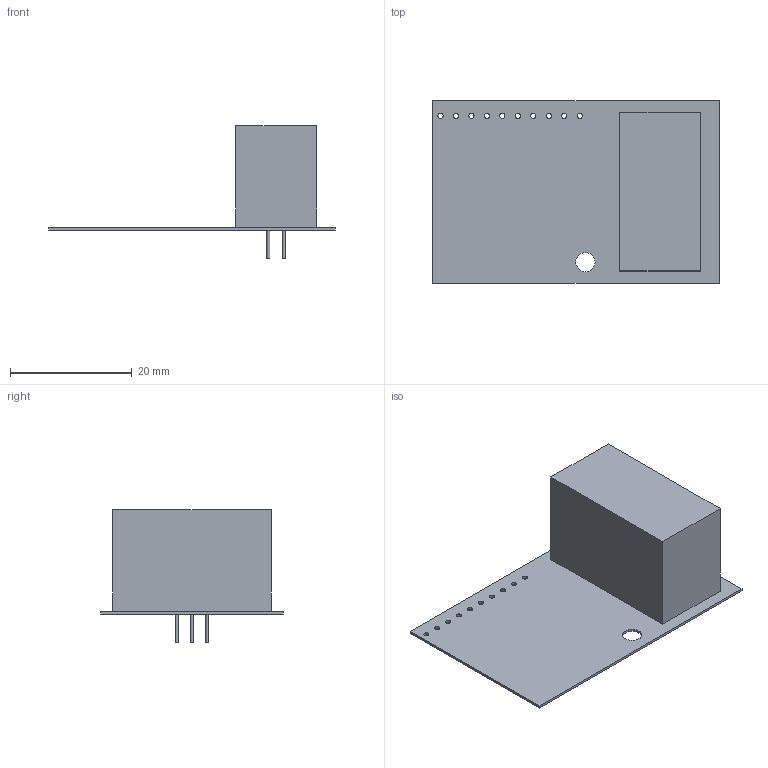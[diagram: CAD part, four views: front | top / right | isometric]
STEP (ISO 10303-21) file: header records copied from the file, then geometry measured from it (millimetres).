
FILE_DESCRIPTION(('Open CASCADE Model'),'2;1');
FILE_NAME('Open CASCADE Shape Model','2025-03-05T12:58:07',('Author'),( 'Open CASCADE'),'Open CASCADE STEP processor 7.5','Open CASCADE 7.5' ,'Unknown');
FILE_SCHEMA(('AUTOMOTIVE_DESIGN { 1 0 10303 214 1 1 1 1 }'));
Length unit declared in the file: millimetre
Products named in the file (7): PCB; Board; Open CASCADE STEP translator 7.5 1.1.1; U1; 6292786784; Body; Leads
Assembly tree (8 placements, depth 4):
  PCB
    Board
      Open CASCADE STEP translator 7.5 1.1.1
    U1
      6292786784
        Body
        Leads  x3
Bounding box: 47.1 x 30 x 21.7 mm (x, y, z)
Volume: 6324.7 mm3; surface area: 4950 mm2
Topology: 11 solids, 11 shells, 53 faces, 93 edges, 62 vertices
Faces by surface type: plane 30, cylinder 23
Full cylindrical faces by diameter (mm): 0.5 x9, 0.7 x3, 0.85 x10, 3.15 x1
Entity records: 1196 total; most frequent: DIRECTION 197, CARTESIAN_POINT 169, ORIENTED_EDGE 150, AXIS2_PLACEMENT_3D 78, EDGE_CURVE 75, FACE_BOUND 63, EDGE_LOOP 63, VERTEX_POINT 50
